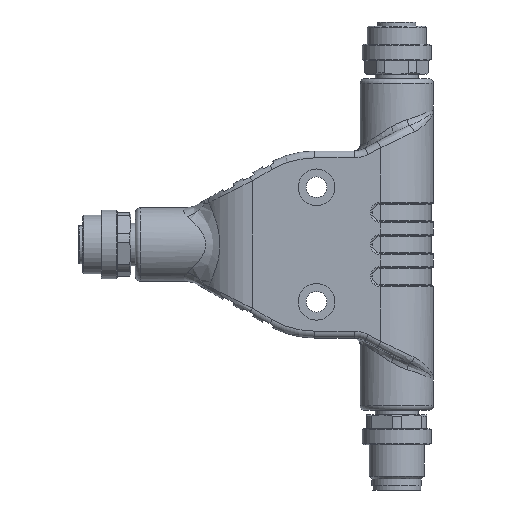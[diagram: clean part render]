
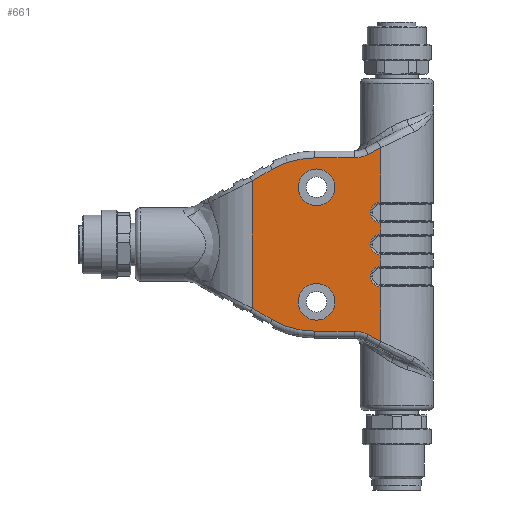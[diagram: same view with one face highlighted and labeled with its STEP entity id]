
A CAD part, front view. The second image highlights one B-rep face of the part: STEP entity #661.
In plain terms, the highlighted planar face has unit normal (0, -1, 0).
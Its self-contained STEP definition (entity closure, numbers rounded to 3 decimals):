
#221=PLANE('',#7693);
#438=FACE_BOUND('',#1744,.T.);
#439=FACE_BOUND('',#1745,.T.);
#440=FACE_BOUND('',#1746,.T.);
#661=ADVANCED_FACE('',(#438,#439,#440),#221,.T.);
#1744=EDGE_LOOP('',(#3094,#3095,#3096,#3097,#3098,#3099,#3100,#3101,#3102,
#3103,#3104,#3105,#3106,#3107,#3108,#3109,#3110,#3111));
#1745=EDGE_LOOP('',(#3112));
#1746=EDGE_LOOP('',(#3113));
#2515=CIRCLE('',#7665,18.5);
#2525=CIRCLE('',#7685,2.2);
#2526=CIRCLE('',#7686,6.5);
#2527=CIRCLE('',#7687,18.5);
#2528=CIRCLE('',#7688,6.5);
#2529=CIRCLE('',#7689,2.2);
#2530=CIRCLE('',#7690,2.2);
#2531=CIRCLE('',#7691,4.);
#2532=CIRCLE('',#7692,4.);
#3094=ORIENTED_EDGE('',*,*,#5886,.T.);
#3095=ORIENTED_EDGE('',*,*,#5887,.T.);
#3096=ORIENTED_EDGE('',*,*,#5888,.T.);
#3097=ORIENTED_EDGE('',*,*,#5889,.T.);
#3098=ORIENTED_EDGE('',*,*,#5890,.T.);
#3099=ORIENTED_EDGE('',*,*,#5891,.T.);
#3100=ORIENTED_EDGE('',*,*,#5892,.T.);
#3101=ORIENTED_EDGE('',*,*,#5893,.T.);
#3102=ORIENTED_EDGE('',*,*,#5894,.T.);
#3103=ORIENTED_EDGE('',*,*,#5833,.T.);
#3104=ORIENTED_EDGE('',*,*,#5847,.T.);
#3105=ORIENTED_EDGE('',*,*,#5895,.T.);
#3106=ORIENTED_EDGE('',*,*,#5896,.T.);
#3107=ORIENTED_EDGE('',*,*,#5897,.T.);
#3108=ORIENTED_EDGE('',*,*,#5864,.T.);
#3109=ORIENTED_EDGE('',*,*,#5898,.T.);
#3110=ORIENTED_EDGE('',*,*,#5899,.T.);
#3111=ORIENTED_EDGE('',*,*,#5900,.T.);
#3112=ORIENTED_EDGE('',*,*,#5901,.F.);
#3113=ORIENTED_EDGE('',*,*,#5902,.T.);
#5145=VERTEX_POINT('',#11296);
#5158=VERTEX_POINT('',#11362);
#5166=VERTEX_POINT('',#11412);
#5183=VERTEX_POINT('',#11469);
#5184=VERTEX_POINT('',#11471);
#5203=VERTEX_POINT('',#11601);
#5204=VERTEX_POINT('',#11602);
#5205=VERTEX_POINT('',#11604);
#5206=VERTEX_POINT('',#11606);
#5207=VERTEX_POINT('',#11608);
#5208=VERTEX_POINT('',#11610);
#5209=VERTEX_POINT('',#11612);
#5210=VERTEX_POINT('',#11614);
#5211=VERTEX_POINT('',#11616);
#5212=VERTEX_POINT('',#11619);
#5213=VERTEX_POINT('',#11621);
#5214=VERTEX_POINT('',#11624);
#5215=VERTEX_POINT('',#11626);
#5216=VERTEX_POINT('',#11629);
#5217=VERTEX_POINT('',#11631);
#5833=EDGE_CURVE('',#5145,#5158,#6838,.T.);
#5847=EDGE_CURVE('',#5158,#5166,#2515,.T.);
#5864=EDGE_CURVE('',#5184,#5183,#6851,.T.);
#5886=EDGE_CURVE('',#5203,#5204,#6861,.T.);
#5887=EDGE_CURVE('',#5204,#5205,#2525,.T.);
#5888=EDGE_CURVE('',#5205,#5206,#6862,.T.);
#5889=EDGE_CURVE('',#5206,#5207,#6863,.T.);
#5890=EDGE_CURVE('',#5207,#5208,#2526,.T.);
#5891=EDGE_CURVE('',#5208,#5209,#6864,.T.);
#5892=EDGE_CURVE('',#5209,#5210,#2527,.T.);
#5893=EDGE_CURVE('',#5210,#5211,#6865,.T.);
#5894=EDGE_CURVE('',#5211,#5145,#6866,.T.);
#5895=EDGE_CURVE('',#5166,#5212,#6867,.T.);
#5896=EDGE_CURVE('',#5212,#5213,#2528,.T.);
#5897=EDGE_CURVE('',#5213,#5184,#6868,.T.);
#5898=EDGE_CURVE('',#5183,#5214,#2529,.T.);
#5899=EDGE_CURVE('',#5214,#5215,#6869,.T.);
#5900=EDGE_CURVE('',#5215,#5203,#2530,.T.);
#5901=EDGE_CURVE('',#5216,#5216,#2531,.T.);
#5902=EDGE_CURVE('',#5217,#5217,#2532,.T.);
#6838=LINE('',#11363,#7235);
#6851=LINE('',#11470,#7248);
#6861=LINE('',#11600,#7258);
#6862=LINE('',#11605,#7259);
#6863=LINE('',#11607,#7260);
#6864=LINE('',#11611,#7261);
#6865=LINE('',#11615,#7262);
#6866=LINE('',#11617,#7263);
#6867=LINE('',#11618,#7264);
#6868=LINE('',#11622,#7265);
#6869=LINE('',#11625,#7266);
#7235=VECTOR('',#8674,1.);
#7248=VECTOR('',#8725,1.);
#7258=VECTOR('',#8755,1.);
#7259=VECTOR('',#8758,1.);
#7260=VECTOR('',#8759,1.);
#7261=VECTOR('',#8762,1.);
#7262=VECTOR('',#8765,1.);
#7263=VECTOR('',#8766,1.);
#7264=VECTOR('',#8767,1.);
#7265=VECTOR('',#8770,1.);
#7266=VECTOR('',#8773,1.);
#7665=AXIS2_PLACEMENT_3D('',#11413,#8697,#8698);
#7685=AXIS2_PLACEMENT_3D('',#11603,#8756,#8757);
#7686=AXIS2_PLACEMENT_3D('',#11609,#8760,#8761);
#7687=AXIS2_PLACEMENT_3D('',#11613,#8763,#8764);
#7688=AXIS2_PLACEMENT_3D('',#11620,#8768,#8769);
#7689=AXIS2_PLACEMENT_3D('',#11623,#8771,#8772);
#7690=AXIS2_PLACEMENT_3D('',#11627,#8774,#8775);
#7691=AXIS2_PLACEMENT_3D('',#11628,#8776,#8777);
#7692=AXIS2_PLACEMENT_3D('',#11630,#8778,#8779);
#7693=AXIS2_PLACEMENT_3D('',#11632,#8780,#8781);
#8674=DIRECTION('',(0.866,0.,-0.5));
#8697=DIRECTION('',(0.,-1.,0.));
#8698=DIRECTION('',(0.,0.,-1.));
#8725=DIRECTION('',(0.,0.,1.));
#8755=DIRECTION('',(0.,0.,1.));
#8756=DIRECTION('',(0.,1.,0.));
#8757=DIRECTION('',(0.,0.,-1.));
#8758=DIRECTION('',(0.,0.,1.));
#8759=DIRECTION('',(-0.879,0.,-0.478));
#8760=DIRECTION('',(0.,1.,0.));
#8761=DIRECTION('',(0.,0.,-1.));
#8762=DIRECTION('',(-1.,0.,0.));
#8763=DIRECTION('',(0.,-1.,0.));
#8764=DIRECTION('',(0.,0.,-1.));
#8765=DIRECTION('',(-0.866,0.,-0.5));
#8766=DIRECTION('',(0.,0.,-1.));
#8767=DIRECTION('',(1.,0.,0.));
#8768=DIRECTION('',(0.,1.,0.));
#8769=DIRECTION('',(0.,0.,-1.));
#8770=DIRECTION('',(0.879,0.,-0.478));
#8771=DIRECTION('',(0.,1.,0.));
#8772=DIRECTION('',(0.,0.,-1.));
#8773=DIRECTION('',(0.,0.,1.));
#8774=DIRECTION('',(0.,1.,0.));
#8775=DIRECTION('',(0.,0.,-1.));
#8776=DIRECTION('',(0.,-1.,0.));
#8777=DIRECTION('',(0.,0.,-1.));
#8778=DIRECTION('',(0.,1.,0.));
#8779=DIRECTION('',(0.,0.,-1.));
#8780=DIRECTION('',(0.,-1.,0.));
#8781=DIRECTION('',(0.,0.,1.));
#11296=CARTESIAN_POINT('',(-14.,-11.5,-13.907));
#11362=CARTESIAN_POINT('',(-9.646,-11.5,-16.421));
#11363=CARTESIAN_POINT('',(-9.646,-11.5,-16.421));
#11412=CARTESIAN_POINT('',(-0.396,-11.5,-18.9));
#11413=CARTESIAN_POINT('',(-0.396,-11.5,-0.4));
#11469=CARTESIAN_POINT('',(14.,-11.5,-9.2));
#11470=CARTESIAN_POINT('',(14.,-11.5,29.1));
#11471=CARTESIAN_POINT('',(14.,-11.5,-21.139));
#11600=CARTESIAN_POINT('',(14.,-11.5,29.1));
#11601=CARTESIAN_POINT('',(14.,-11.5,2.2));
#11602=CARTESIAN_POINT('',(14.,-11.5,4.8));
#11603=CARTESIAN_POINT('',(14.,-11.5,7.));
#11604=CARTESIAN_POINT('',(14.,-11.5,9.2));
#11605=CARTESIAN_POINT('',(14.,-11.5,29.1));
#11606=CARTESIAN_POINT('',(14.,-11.5,21.139));
#11607=CARTESIAN_POINT('',(-5.677,-11.5,10.44));
#11608=CARTESIAN_POINT('',(11.334,-11.5,19.69));
#11609=CARTESIAN_POINT('',(8.229,-11.5,25.4));
#11610=CARTESIAN_POINT('',(8.229,-11.5,18.9));
#11611=CARTESIAN_POINT('',(-0.396,-11.5,18.9));
#11612=CARTESIAN_POINT('',(-0.396,-11.5,18.9));
#11613=CARTESIAN_POINT('',(-0.396,-11.5,0.4));
#11614=CARTESIAN_POINT('',(-9.646,-11.5,16.421));
#11615=CARTESIAN_POINT('',(-13.25,-11.5,14.34));
#11616=CARTESIAN_POINT('',(-14.,-11.5,13.907));
#11617=CARTESIAN_POINT('',(-14.,-11.5,-9.));
#11618=CARTESIAN_POINT('',(8.229,-11.5,-18.9));
#11619=CARTESIAN_POINT('',(8.229,-11.5,-18.9));
#11620=CARTESIAN_POINT('',(8.229,-11.5,-25.4));
#11621=CARTESIAN_POINT('',(11.334,-11.5,-19.69));
#11622=CARTESIAN_POINT('',(-5.677,-11.5,-10.44));
#11623=CARTESIAN_POINT('',(14.,-11.5,-7.));
#11624=CARTESIAN_POINT('',(14.,-11.5,-4.8));
#11625=CARTESIAN_POINT('',(14.,-11.5,29.1));
#11626=CARTESIAN_POINT('',(14.,-11.5,-2.2));
#11627=CARTESIAN_POINT('',(14.,-11.5,0.));
#11628=CARTESIAN_POINT('',(0.,-11.5,-12.5));
#11629=CARTESIAN_POINT('',(0.,-11.5,-16.5));
#11630=CARTESIAN_POINT('',(0.,-11.5,12.5));
#11631=CARTESIAN_POINT('',(0.,-11.5,8.5));
#11632=CARTESIAN_POINT('',(0.,-11.5,0.));
